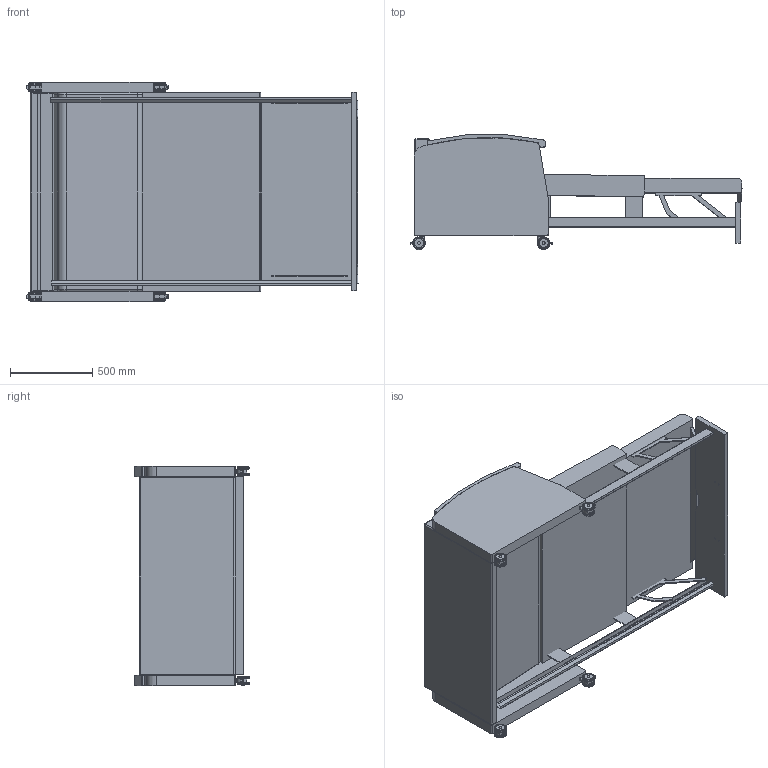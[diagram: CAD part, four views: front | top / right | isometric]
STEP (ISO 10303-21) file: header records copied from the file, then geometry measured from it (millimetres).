
FILE_DESCRIPTION(/* description */ (''),/* implementation_level */ '2;1');
FILE_NAME(/* name */ 'L1900W sleeper.stp',/* time_stamp */ '2017-02-06T14:53:07-05:00',/* author */ ('emerkel'),/* organization */ (''),/* preprocessor_version */ 'ST-DEVELOPER v16.5',/* originating_system */ 'Autodesk Inventor 2017',/* authorisation */ '');
FILE_SCHEMA (('AUTOMOTIVE_DESIGN { 1 0 10303 214 3 1 1 }'));
Length unit declared in the file: inch
Products named in the file (18): EL1900U-W sleeper; E0800 UARM L; E0800 UARM R; UFBACK E0900; UOBACK 0900; UPOUT 0900; USEAT 0900; FL1010-1 MAC BLK-A; USEATX 0900; CAST COL 3"LC; CAST COL LOCK; CAST COL 3IN CENTER; CAST COL 3IN WHEEL; CAST COL 3IN INNER WHEEL; CSTR STEM 1.5C; CHANNELS; USEATX BRKT; CHNL BRKT 4X.25
Assembly tree (28 placements, depth 3):
  EL1900U-W sleeper
    E0800 UARM L
    E0800 UARM R
    UFBACK E0900
    UOBACK 0900
    UPOUT 0900
    USEAT 0900
    FL1010-1 MAC BLK-A  x2
    USEATX 0900
    CAST COL 3"LC  x4
      CAST COL 3IN WHEEL
      CAST COL LOCK
      CAST COL 3IN CENTER
      CAST COL 3IN INNER WHEEL
      CSTR STEM 1.5C
    CHANNELS  x2
    USEATX BRKT  x2
    CHNL BRKT 4X.25  x4
Bounding box: 2014.68 x 696.39 x 1333.5 mm (x, y, z)
Volume: 397488860.6 mm3; surface area: 11951624.1 mm2
Topology: 45 solids, 45 shells, 837 faces, 1821 edges, 1136 vertices
Faces by surface type: plane 305, cylinder 298, torus 150, sphere 40, bspline 32, cone 12
Full cylindrical faces by diameter (mm): 4.366 x10, 7.938 x11, 8.89 x4, 9.525 x4, 10.998 x4, 17.462 x4, 17.475 x4, 17.526 x8, 20.747 x4, 55.88 x8, 55.956 x8, 75.006 x8
Entity records: 10982 total; most frequent: CARTESIAN_POINT 3140, DIRECTION 1607, ORIENTED_EDGE 1416, EDGE_CURVE 708, AXIS2_PLACEMENT_3D 622, VERTEX_POINT 469, EDGE_LOOP 403, LINE 363
